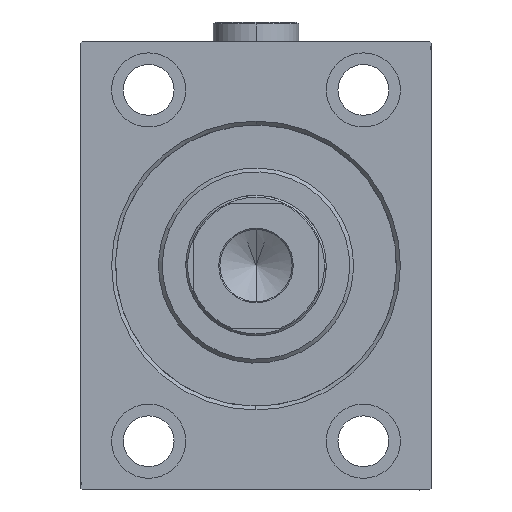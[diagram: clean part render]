
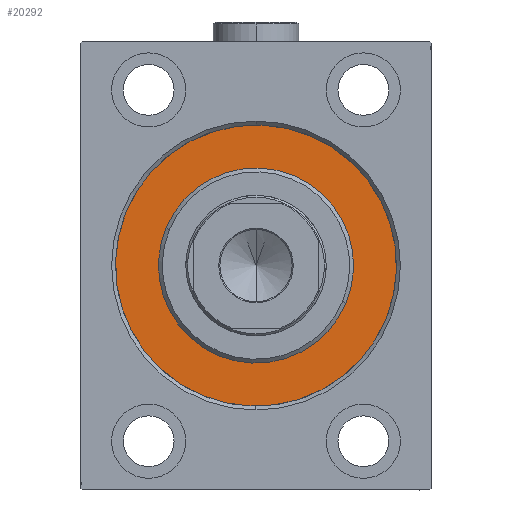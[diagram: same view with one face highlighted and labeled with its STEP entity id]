
A CAD part, left-side view. The second image highlights one B-rep face of the part: STEP entity #20292.
In plain terms, the highlighted face is planar.
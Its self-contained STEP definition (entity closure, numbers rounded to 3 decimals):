
#878 = DIRECTION ( 'NONE',  ( 0., 0., -1. ) ) ;
#1102 = DIRECTION ( 'NONE',  ( 1., 0., 0. ) ) ;
#1840 = CARTESIAN_POINT ( 'NONE',  ( 0., 0., 0. ) ) ;
#2318 = DIRECTION ( 'NONE',  ( 0., 0., 1. ) ) ;
#2349 = PLANE ( 'NONE',  #23085 ) ;
#4383 = VERTEX_POINT ( 'NONE', #38818 ) ;
#5993 = AXIS2_PLACEMENT_3D ( 'NONE', #28074, #42498, #41801 ) ;
#8011 = CARTESIAN_POINT ( 'NONE',  ( 0., 0., -36. ) ) ;
#9198 = CARTESIAN_POINT ( 'NONE',  ( 0., 0., 0. ) ) ;
#12633 = FACE_BOUND ( 'NONE', #26651, .T. ) ;
#12940 = CIRCLE ( 'NONE', #17332, 25. ) ;
#15493 = ORIENTED_EDGE ( 'NONE', *, *, #39623, .F. ) ;
#15773 = DIRECTION ( 'NONE',  ( -1., 0., 0. ) ) ;
#17170 = ORIENTED_EDGE ( 'NONE', *, *, #22543, .F. ) ;
#17332 = AXIS2_PLACEMENT_3D ( 'NONE', #21666, #1102, #878 ) ;
#18995 = CIRCLE ( 'NONE', #20450, 36. ) ;
#19918 = DIRECTION ( 'NONE',  ( 0., 0., 1. ) ) ;
#20292 = ADVANCED_FACE ( 'NONE', ( #12633, #44645 ), #2349, .F. ) ;
#20450 = AXIS2_PLACEMENT_3D ( 'NONE', #1840, #15773, #26062 ) ;
#21666 = CARTESIAN_POINT ( 'NONE',  ( 0., 0., 0. ) ) ;
#22083 = CIRCLE ( 'NONE', #27175, 36. ) ;
#22543 = EDGE_CURVE ( 'NONE', #43995, #4383, #12940, .T. ) ;
#23085 = AXIS2_PLACEMENT_3D ( 'NONE', #9198, #26587, #19918 ) ;
#23132 = EDGE_LOOP ( 'NONE', ( #34999, #29512 ) ) ;
#24224 = CIRCLE ( 'NONE', #5993, 25. ) ;
#26062 = DIRECTION ( 'NONE',  ( 0., 0., 1. ) ) ;
#26323 = CARTESIAN_POINT ( 'NONE',  ( 0., 0., 0. ) ) ;
#26435 = CARTESIAN_POINT ( 'NONE',  ( 0., 0., 36. ) ) ;
#26587 = DIRECTION ( 'NONE',  ( -1., 0., 0. ) ) ;
#26651 = EDGE_LOOP ( 'NONE', ( #15493, #17170 ) ) ;
#27175 = AXIS2_PLACEMENT_3D ( 'NONE', #26323, #33654, #2318 ) ;
#28074 = CARTESIAN_POINT ( 'NONE',  ( 0., 0., 0. ) ) ;
#29512 = ORIENTED_EDGE ( 'NONE', *, *, #35736, .F. ) ;
#33654 = DIRECTION ( 'NONE',  ( -1., 0., 0. ) ) ;
#34999 = ORIENTED_EDGE ( 'NONE', *, *, #43843, .F. ) ;
#35736 = EDGE_CURVE ( 'NONE', #42837, #40145, #18995, .T. ) ;
#38818 = CARTESIAN_POINT ( 'NONE',  ( 0., 0., 25. ) ) ;
#39623 = EDGE_CURVE ( 'NONE', #4383, #43995, #24224, .T. ) ;
#39791 = CARTESIAN_POINT ( 'NONE',  ( 0., 0., -25. ) ) ;
#40145 = VERTEX_POINT ( 'NONE', #8011 ) ;
#41801 = DIRECTION ( 'NONE',  ( 0., 0., -1. ) ) ;
#42498 = DIRECTION ( 'NONE',  ( 1., 0., 0. ) ) ;
#42837 = VERTEX_POINT ( 'NONE', #26435 ) ;
#43843 = EDGE_CURVE ( 'NONE', #40145, #42837, #22083, .T. ) ;
#43995 = VERTEX_POINT ( 'NONE', #39791 ) ;
#44645 = FACE_OUTER_BOUND ( 'NONE', #23132, .T. ) ;
